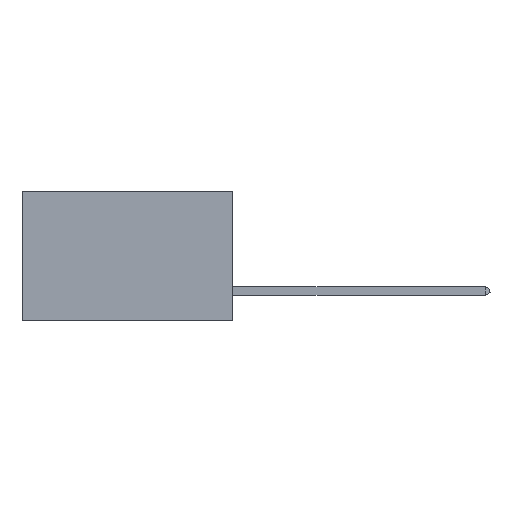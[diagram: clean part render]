
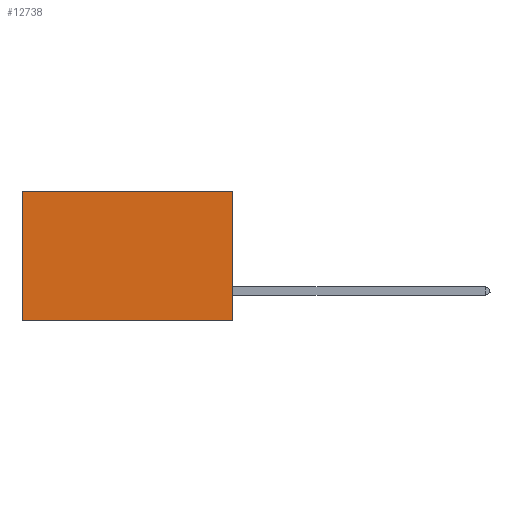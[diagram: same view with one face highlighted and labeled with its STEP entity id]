
A CAD part, left-side view. The second image highlights one B-rep face of the part: STEP entity #12738.
In plain terms, the highlighted planar face has unit normal (-1, 0, 0).
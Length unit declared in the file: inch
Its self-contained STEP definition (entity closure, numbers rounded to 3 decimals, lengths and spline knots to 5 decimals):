
#104 = VECTOR ( 'NONE', #16734, 39.37008 ) ;
#462 = PLANE ( 'NONE',  #3249 ) ;
#1641 = VECTOR ( 'NONE', #7711, 39.37008 ) ;
#2617 = ORIENTED_EDGE ( 'NONE', *, *, #16189, .T. ) ;
#3162 = LINE ( 'NONE', #3532, #23181 ) ;
#3249 = AXIS2_PLACEMENT_3D ( 'NONE', #7769, #20381, #11178 ) ;
#3532 = CARTESIAN_POINT ( 'NONE',  ( 0.2875, 0., -0.37 ) ) ;
#6083 = CARTESIAN_POINT ( 'NONE',  ( 0.2875, 0.6, -0.37 ) ) ;
#6438 = LINE ( 'NONE', #12604, #1641 ) ;
#7300 = LINE ( 'NONE', #11926, #8684 ) ;
#7711 = DIRECTION ( 'NONE',  ( 0., 0., -1. ) ) ;
#7769 = CARTESIAN_POINT ( 'NONE',  ( 0.2875, 0., 0. ) ) ;
#8020 = VERTEX_POINT ( 'NONE', #8491 ) ;
#8491 = CARTESIAN_POINT ( 'NONE',  ( 0.2875, 0., 0. ) ) ;
#8684 = VECTOR ( 'NONE', #20945, 39.37008 ) ;
#9525 = EDGE_CURVE ( 'NONE', #8020, #15868, #14450, .T. ) ;
#9803 = EDGE_CURVE ( 'NONE', #15868, #10141, #3162, .T. ) ;
#10141 = VERTEX_POINT ( 'NONE', #6083 ) ;
#11178 = DIRECTION ( 'NONE',  ( 0., 0., -1. ) ) ;
#11255 = CARTESIAN_POINT ( 'NONE',  ( 0.2875, 0., -0.37 ) ) ;
#11926 = CARTESIAN_POINT ( 'NONE',  ( 0.2875, 0., 0. ) ) ;
#12604 = CARTESIAN_POINT ( 'NONE',  ( 0.2875, 0.6, 0. ) ) ;
#12738 = ADVANCED_FACE ( 'NONE', ( #13316 ), #462, .F. ) ;
#12925 = CARTESIAN_POINT ( 'NONE',  ( 0.2875, 0., 0. ) ) ;
#13316 = FACE_OUTER_BOUND ( 'NONE', #21544, .T. ) ;
#14450 = LINE ( 'NONE', #12925, #104 ) ;
#15432 = ORIENTED_EDGE ( 'NONE', *, *, #18402, .T. ) ;
#15868 = VERTEX_POINT ( 'NONE', #11255 ) ;
#16189 = EDGE_CURVE ( 'NONE', #8020, #22779, #7300, .T. ) ;
#16734 = DIRECTION ( 'NONE',  ( 0., 0., -1. ) ) ;
#18402 = EDGE_CURVE ( 'NONE', #22779, #10141, #6438, .T. ) ;
#18576 = ORIENTED_EDGE ( 'NONE', *, *, #9803, .F. ) ;
#19053 = CARTESIAN_POINT ( 'NONE',  ( 0.2875, 0.6, 0. ) ) ;
#19737 = ORIENTED_EDGE ( 'NONE', *, *, #9525, .F. ) ;
#20381 = DIRECTION ( 'NONE',  ( 1., 0., 0. ) ) ;
#20945 = DIRECTION ( 'NONE',  ( 0., 1., 0. ) ) ;
#21544 = EDGE_LOOP ( 'NONE', ( #15432, #18576, #19737, #2617 ) ) ;
#22779 = VERTEX_POINT ( 'NONE', #19053 ) ;
#23083 = DIRECTION ( 'NONE',  ( 0., 1., 0. ) ) ;
#23181 = VECTOR ( 'NONE', #23083, 39.37008 ) ;
